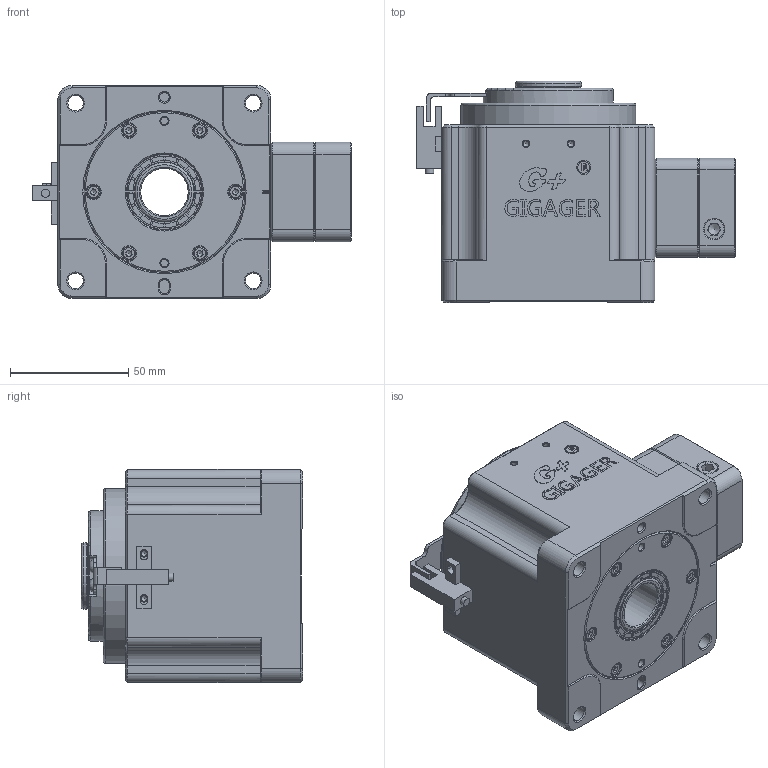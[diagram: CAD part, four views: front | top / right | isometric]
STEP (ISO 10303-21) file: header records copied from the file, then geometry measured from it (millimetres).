
FILE_DESCRIPTION (( 'STEP AP203' ), '1' );
FILE_NAME ('GSA90-03K-SV2.step', '2021-06-01T02:04:15', ( 'Microsoft' ), ( 'Microsoft' ), 'SwSTEP 2.0', 'SolidWorks 2019', '' );
FILE_SCHEMA (( 'CONFIG_CONTROL_DESIGN' ));
Length unit declared in the file: millimetre
Products named in the file (1): GSA90-03K-SV2
Bounding box: 134.7 x 93.5 x 90 mm (x, y, z)
Volume: 471366.9 mm3; surface area: 136974.1 mm2
Topology: 23 solids, 23 shells, 1257 faces, 2993 edges, 1879 vertices
Faces by surface type: plane 630, cone 247, cylinder 238, bspline 103, torus 37, sphere 2
Full cylindrical faces by diameter (mm): 2.5 x29, 3 x11, 3.2 x1, 3.3 x16, 3.5 x13, 4 x6, 5 x1, 5.5 x7, 6 x11, 6.5 x8, 8 x1, 8.4 x1, 8.5 x2, 10 x2, 11.6 x1, 12 x2, 20 x2, 21 x1, 24 x1, 25 x2, 26 x1, 26.6 x2, 27 x3, 28 x4, 29 x2, 30 x2, 30.4 x2, 32 x2, 34 x1, 39 x1
Entity records: 37975 total; most frequent: CARTESIAN_POINT 11334, DIRECTION 5278, ORIENTED_EDGE 4988, EDGE_CURVE 2494, AXIS2_PLACEMENT_3D 1907, EDGE_LOOP 1819, VERTEX_POINT 1755, VECTOR 1464
